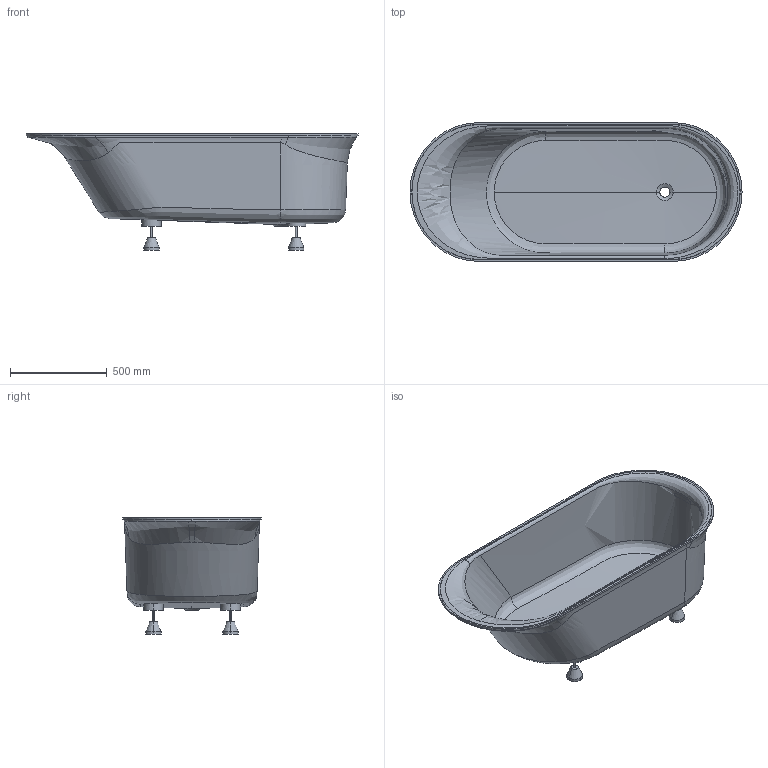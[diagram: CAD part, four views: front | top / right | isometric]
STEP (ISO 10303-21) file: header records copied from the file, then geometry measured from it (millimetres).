
FILE_DESCRIPTION (( 'STEP AP214' ), '1' );
FILE_NAME ('CW013-G.STEP', '2018-04-13T11:09:55', ( 'Admin' ), ( '' ), 'SwSTEP 2.0', 'SolidWorks 2017', '' );
FILE_SCHEMA (( 'AUTOMOTIVE_DESIGN' ));
Length unit declared in the file: millimetre
Products named in the file (1): CW013-G
Bounding box: 1720 x 720 x 605 mm (x, y, z)
Volume: 51280004.1 mm3; surface area: 5037056.7 mm2
Topology: 2 solids, 2 shells, 93 faces, 323 edges, 247 vertices
Faces by surface type: cylinder 35, plane 23, bspline 19, cone 16
Entity records: 13983 total; most frequent: CARTESIAN_POINT 11378, ORIENTED_EDGE 646, DIRECTION 390, EDGE_CURVE 323, VERTEX_POINT 247, B_SPLINE_CURVE_WITH_KNOTS 167, AXIS2_PLACEMENT_3D 159, EDGE_LOOP 110
